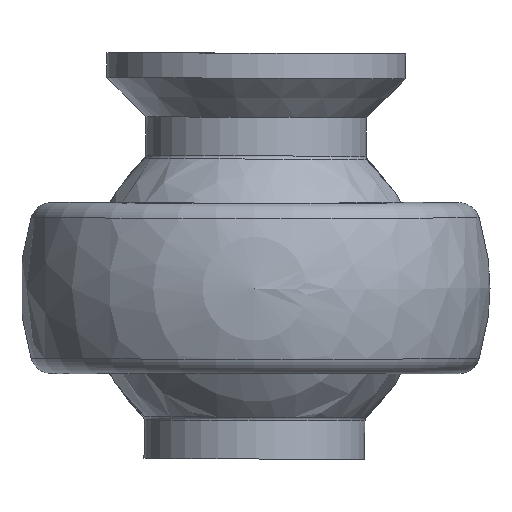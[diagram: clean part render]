
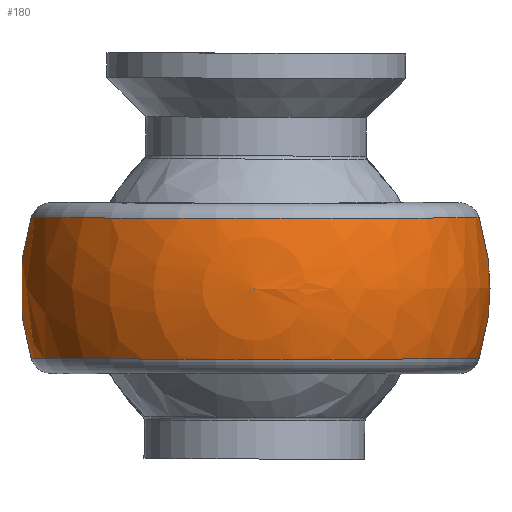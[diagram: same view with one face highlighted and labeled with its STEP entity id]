
A CAD part, front view. The second image highlights one B-rep face of the part: STEP entity #180.
In plain terms, the highlighted spherical face has radius 5.5 mm.
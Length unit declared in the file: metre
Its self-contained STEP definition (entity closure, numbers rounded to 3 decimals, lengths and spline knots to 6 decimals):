
#180 = ADVANCED_FACE( 'NONE', ( #396, #397 ), #398, .T. );
#396 = FACE_BOUND( '', #719, .T. );
#397 = FACE_OUTER_BOUND( '', #720, .T. );
#398 = SPHERICAL_SURFACE( '', #721, 0.0055 );
#719 = VERTEX_LOOP( '', #1332 );
#720 = EDGE_LOOP( '', ( #1333, #1334, #1335, #1336 ) );
#721 = AXIS2_PLACEMENT_3D( '', #1337, #1338, #1339 );
#1332 = VERTEX_POINT( '', #1983 );
#1333 = ORIENTED_EDGE( '', *, *, #1984, .T. );
#1334 = ORIENTED_EDGE( '', *, *, #1985, .T. );
#1335 = ORIENTED_EDGE( '', *, *, #1986, .T. );
#1336 = ORIENTED_EDGE( '', *, *, #1976, .T. );
#1337 = CARTESIAN_POINT( '', ( 0., 0., 0. ) );
#1338 = DIRECTION( '', ( 0., -1., 0. ) );
#1339 = DIRECTION( '', ( 1., 0., 0. ) );
#1976 = EDGE_CURVE( 'NONE', #2266, #2264, #2267, .T. );
#1983 = CARTESIAN_POINT( '', ( 0., -0.0055, 0. ) );
#1984 = EDGE_CURVE( 'NONE', #2264, #2278, #2279, .T. );
#1985 = EDGE_CURVE( 'NONE', #2278, #2280, #2281, .T. );
#1986 = EDGE_CURVE( 'NONE', #2280, #2266, #2282, .T. );
#2264 = VERTEX_POINT( 'NONE', #2677 );
#2266 = VERTEX_POINT( 'NONE', #2687 );
#2267 = CIRCLE( '', #2688, 0.004354 );
#2278 = VERTEX_POINT( 'NONE', #2734 );
#2279 = CIRCLE( '', #2735, 0.005247 );
#2280 = VERTEX_POINT( 'NONE', #2736 );
#2281 = CIRCLE( '', #2737, 0.004354 );
#2282 = CIRCLE( '', #2738, 0.005247 );
#2677 = CARTESIAN_POINT( '', ( 0.004029, 0.00336, 0.00165 ) );
#2687 = CARTESIAN_POINT( '', ( 0.004029, 0.00336, -0.00165 ) );
#2688 = AXIS2_PLACEMENT_3D( '', #3306, #3307, #3308 );
#2734 = CARTESIAN_POINT( '', ( -0.004029, 0.00336, 0.00165 ) );
#2735 = AXIS2_PLACEMENT_3D( '', #3312, #3313, #3314 );
#2736 = CARTESIAN_POINT( '', ( -0.004029, 0.00336, -0.00165 ) );
#2737 = AXIS2_PLACEMENT_3D( '', #3315, #3316, #3317 );
#2738 = AXIS2_PLACEMENT_3D( '', #3318, #3319, #3320 );
#3306 = CARTESIAN_POINT( '', ( 0., 0.00336, 0. ) );
#3307 = DIRECTION( '', ( 0., -1., 0. ) );
#3308 = DIRECTION( '', ( 0., 0., -1. ) );
#3312 = CARTESIAN_POINT( '', ( 0., 0., 0.00165 ) );
#3313 = DIRECTION( '', ( 0., 0., -1. ) );
#3314 = DIRECTION( '', ( -1., 0., 0. ) );
#3315 = CARTESIAN_POINT( '', ( 0., 0.00336, 0. ) );
#3316 = DIRECTION( '', ( 0., -1., 0. ) );
#3317 = DIRECTION( '', ( 0., 0., -1. ) );
#3318 = CARTESIAN_POINT( '', ( 0., 0., -0.00165 ) );
#3319 = DIRECTION( '', ( 0., 0., 1. ) );
#3320 = DIRECTION( '', ( 1., 0., 0. ) );
